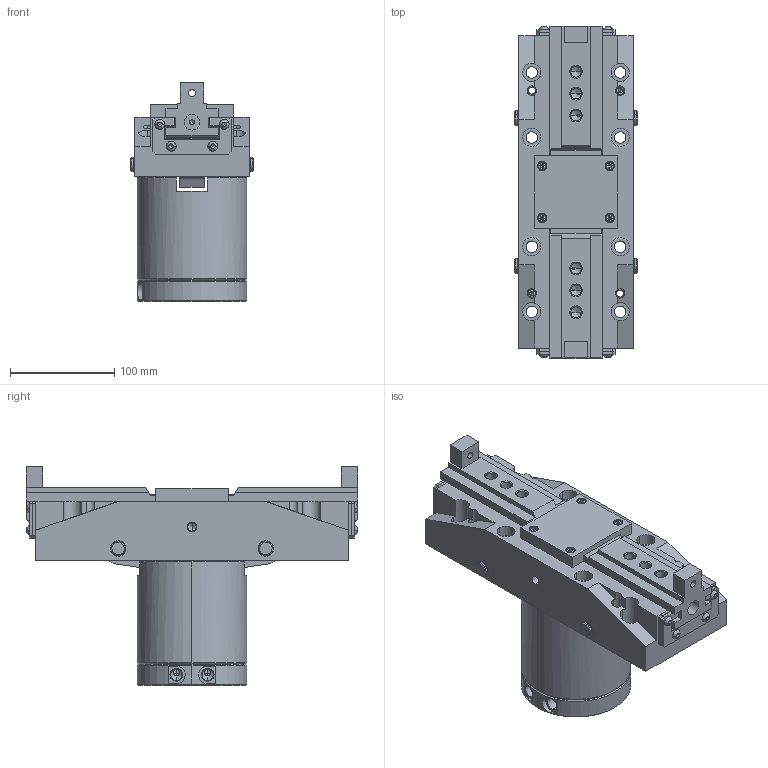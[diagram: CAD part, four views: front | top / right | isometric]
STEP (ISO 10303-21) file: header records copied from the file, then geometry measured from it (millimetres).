
FILE_DESCRIPTION (( 'STEP AP203' ), '1' );
FILE_NAME ('HCP-50.STEP', '2022-08-26T08:13:39', ( '微软用户' ), ( '微软中国' ), 'SwSTEP 2.0', 'SolidWorks 2012', '' );
FILE_SCHEMA (( 'CONFIG_CONTROL_DESIGN' ));
Length unit declared in the file: millimetre
Products named in the file (14): HCP-50; HCP-50-滅鳥團啣; CP-20隅弇种A; HCP-50-樓Ч杶; HCP-50-种; hexagon socket head cap screws gb_GB_FASTENER_SCREWS_HSHCS M5X12-N; hexagon socket button head screws gb_GB_SOCKET_TYPE7 M5X12-N; HCP-50-蚐猾揤啣; HCP-50-蚐猾; HCP-50-賑輸; HCP-50-賑寢釱; HCP-50-綴裔; HCP-50-裔啣; HCP-50-掛极
Assembly tree (29 placements, depth 2):
  HCP-50
    HCP-50-掛极
    HCP-50-裔啣
    HCP-50-綴裔
    HCP-50-賑寢釱
    HCP-50-賑輸  x2
    HCP-50-蚐猾  x2
    HCP-50-蚐猾揤啣  x2
    hexagon socket button head screws gb_GB_SOCKET_TYPE7 M5X12-N  x8
    hexagon socket head cap screws gb_GB_FASTENER_SCREWS_HSHCS M5X12-N  x4
    HCP-50-种  x2
    HCP-50-樓Ч杶  x2
    CP-20隅弇种A  x2
    HCP-50-滅鳥團啣
Bounding box: 118.5 x 319 x 210 mm (x, y, z)
Volume: 2937647.3 mm3; surface area: 392717.3 mm2
Topology: 29 solids, 29 shells, 987 faces, 2376 edges, 1473 vertices
Faces by surface type: plane 500, cylinder 311, cone 152, sphere 16, torus 8
Entity records: 20055 total; most frequent: CARTESIAN_POINT 3487, DIRECTION 3198, ORIENTED_EDGE 2910, EDGE_CURVE 1455, AXIS2_PLACEMENT_3D 1162, VERTEX_POINT 938, VECTOR 874, LINE 874
